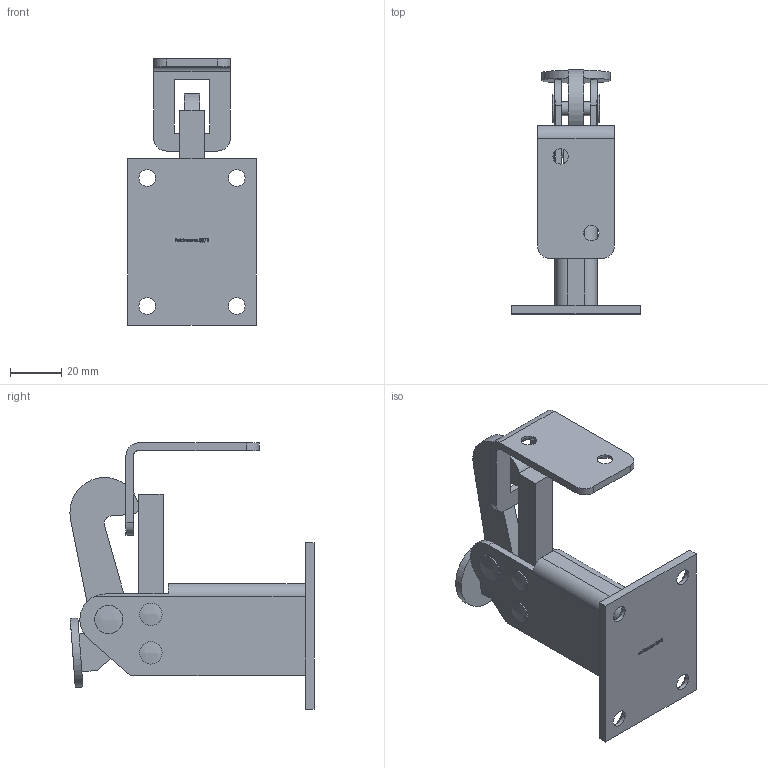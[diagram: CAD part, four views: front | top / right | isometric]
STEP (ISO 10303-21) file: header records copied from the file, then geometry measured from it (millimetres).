
FILE_DESCRIPTION (( 'STEP AP203' ), '1' );
FILE_NAME ('3871.STEP', '2020-01-23T07:55:44', ( '' ), ( '' ), 'SwSTEP 2.0', 'SolidWorks 2015', '' );
FILE_SCHEMA (( 'CONFIG_CONTROL_DESIGN' ));
Length unit declared in the file: millimetre
Products named in the file (14): 3871 Teil6; 3871 Teil2_3871 Teil2; 3871 Teil1_3871 Teil1; 3871 Teil6_3871 Teil6; 3871; 3871 Teil3_3871 Teil3; 3871 Teil5; 3871 Teil2; 3871 Teil1; 3871 Teil3; 3871 Teil4; 3871 Teil5_3871 Teil5; 3871 Teil4_3871 Teil4
Assembly tree (7 placements, depth 2):
  3871 Teil6
  3871
    3871 Teil1_3871 Teil1
    3871 Teil2_3871 Teil2
    3871 Teil3_3871 Teil3
    3871 Teil4_3871 Teil4
    3871 Teil5_3871 Teil5
    3871 Teil6_3871 Teil6  x2
  3871 Teil5
  3871 Teil2
  3871 Teil1
Bounding box: 50 x 95.38 x 104 mm (x, y, z)
Volume: 47941 mm3; surface area: 34731.3 mm2
Topology: 7 solids, 7 shells, 274 faces, 707 edges, 472 vertices
Faces by surface type: plane 139, bspline 79, cylinder 44, cone 6, sphere 6
Full cylindrical faces by diameter (mm): 4.75 x2, 5 x6, 5.5 x1, 5.75 x1, 6 x4, 6.5 x4, 8.75 x4, 11 x2, 27 x1
Entity records: 13211 total; most frequent: CARTESIAN_POINT 5907, ORIENTED_EDGE 1324, DIRECTION 986, EDGE_CURVE 662, VERTEX_POINT 458, VECTOR 412, LINE 412, EDGE_LOOP 350
